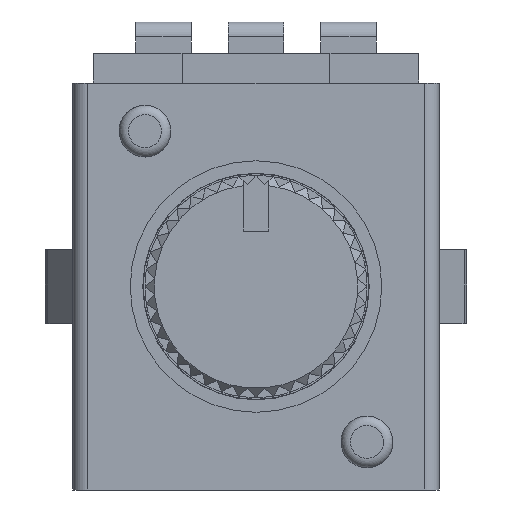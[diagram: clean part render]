
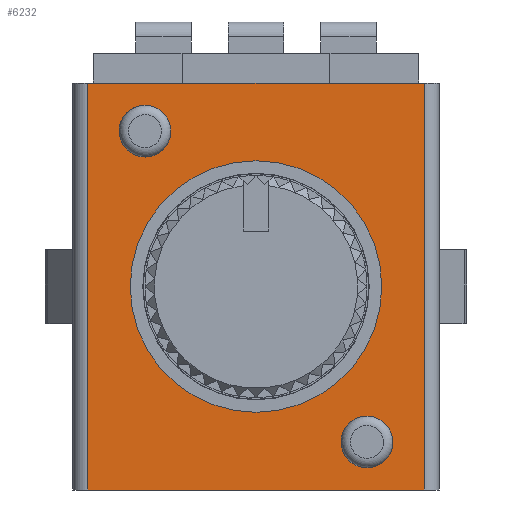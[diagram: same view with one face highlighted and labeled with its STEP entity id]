
A CAD part, front view. The second image highlights one B-rep face of the part: STEP entity #6232.
In plain terms, the highlighted planar face has unit normal (0, -1, 0).
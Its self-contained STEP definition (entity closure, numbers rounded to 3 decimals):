
#102=FACE_BOUND('',#812,.T.);
#103=FACE_BOUND('',#813,.T.);
#104=FACE_BOUND('',#814,.T.);
#177=PLANE('',#6605);
#469=FACE_OUTER_BOUND('',#811,.T.);
#811=EDGE_LOOP('',(#4450,#4451,#4452,#4453));
#812=EDGE_LOOP('',(#4454));
#813=EDGE_LOOP('',(#4455));
#814=EDGE_LOOP('',(#4456));
#1181=LINE('',#8966,#1843);
#1264=LINE('',#9141,#1926);
#1265=LINE('',#9144,#1927);
#1266=LINE('',#9146,#1928);
#1843=VECTOR('',#7189,9.1);
#1926=VECTOR('',#7310,9.1);
#1927=VECTOR('',#7315,11.);
#1928=VECTOR('',#7318,11.);
#2484=CIRCLE('',#6606,3.4);
#2485=CIRCLE('',#6607,0.7);
#2486=CIRCLE('',#6608,0.7);
#2715=VERTEX_POINT('',#8963);
#2716=VERTEX_POINT('',#8965);
#2788=VERTEX_POINT('',#9138);
#2789=VERTEX_POINT('',#9140);
#2790=VERTEX_POINT('',#9147);
#2791=VERTEX_POINT('',#9149);
#2792=VERTEX_POINT('',#9151);
#3359=EDGE_CURVE('',#2715,#2716,#1181,.T.);
#3448=EDGE_CURVE('',#2789,#2788,#1264,.T.);
#3450=EDGE_CURVE('',#2715,#2789,#1265,.T.);
#3451=EDGE_CURVE('',#2788,#2716,#1266,.T.);
#3452=EDGE_CURVE('',#2790,#2790,#2484,.T.);
#3453=EDGE_CURVE('',#2791,#2791,#2485,.T.);
#3454=EDGE_CURVE('',#2792,#2792,#2486,.T.);
#4450=ORIENTED_EDGE('',*,*,#3448,.T.);
#4451=ORIENTED_EDGE('',*,*,#3451,.T.);
#4452=ORIENTED_EDGE('',*,*,#3359,.F.);
#4453=ORIENTED_EDGE('',*,*,#3450,.T.);
#4454=ORIENTED_EDGE('',*,*,#3452,.F.);
#4455=ORIENTED_EDGE('',*,*,#3453,.F.);
#4456=ORIENTED_EDGE('',*,*,#3454,.F.);
#6232=ADVANCED_FACE('',(#469,#102,#103,#104),#177,.T.);
#6605=AXIS2_PLACEMENT_3D('',#9145,#7316,#7317);
#6606=AXIS2_PLACEMENT_3D('',#9148,#7319,#7320);
#6607=AXIS2_PLACEMENT_3D('',#9150,#7321,#7322);
#6608=AXIS2_PLACEMENT_3D('',#9152,#7323,#7324);
#7189=DIRECTION('',(1.,0.,0.));
#7310=DIRECTION('',(1.,0.,0.));
#7315=DIRECTION('',(0.,0.,-1.));
#7316=DIRECTION('center_axis',(0.,-1.,0.));
#7317=DIRECTION('ref_axis',(1.,0.,0.));
#7318=DIRECTION('',(0.,0.,1.));
#7319=DIRECTION('center_axis',(0.,-1.,0.));
#7320=DIRECTION('ref_axis',(1.,0.,0.));
#7321=DIRECTION('center_axis',(0.,-1.,0.));
#7322=DIRECTION('ref_axis',(0.,0.,-1.));
#7323=DIRECTION('center_axis',(0.,-1.,0.));
#7324=DIRECTION('ref_axis',(0.,0.,1.));
#8963=CARTESIAN_POINT('',(-4.55,-0.4,5.5));
#8965=CARTESIAN_POINT('',(4.55,-0.4,5.5));
#8966=CARTESIAN_POINT('',(-4.55,-0.4,5.5));
#9138=CARTESIAN_POINT('',(4.55,-0.4,-5.5));
#9140=CARTESIAN_POINT('',(-4.55,-0.4,-5.5));
#9141=CARTESIAN_POINT('',(-4.55,-0.4,-5.5));
#9144=CARTESIAN_POINT('',(-4.55,-0.4,5.5));
#9145=CARTESIAN_POINT('Origin',(-4.55,-0.4,-5.5));
#9146=CARTESIAN_POINT('',(4.55,-0.4,-5.5));
#9147=CARTESIAN_POINT('',(-3.4,-0.4,0.));
#9148=CARTESIAN_POINT('Origin',(0.,-0.4,0.));
#9149=CARTESIAN_POINT('',(3.,-0.4,-3.5));
#9150=CARTESIAN_POINT('Origin',(3.,-0.4,-4.2));
#9151=CARTESIAN_POINT('',(-3.,-0.4,4.9));
#9152=CARTESIAN_POINT('Origin',(-3.,-0.4,4.2));
